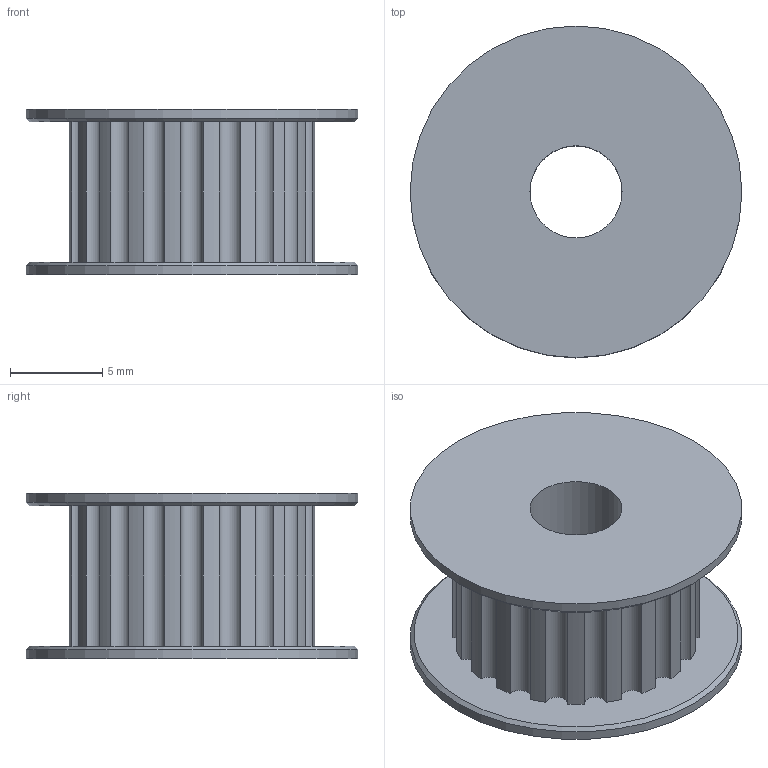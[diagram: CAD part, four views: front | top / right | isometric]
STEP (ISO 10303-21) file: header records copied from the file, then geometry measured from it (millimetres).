
FILE_DESCRIPTION(('FreeCAD Model'),'2;1');
FILE_NAME('GT2Pulley-V3.stp','2017-07-04T22:15:13',( 'Author'),(''),'Open CASCADE STEP processor 6.8','FreeCAD','Unknown' );
FILE_SCHEMA(('AUTOMOTIVE_DESIGN_CC2 { 1 2 10303 214 -1 1 5 4 }'));
Length unit declared in the file: millimetre
Products named in the file (2): ASSEMBLY; GT2Pulley
Assembly tree (1 placements, depth 2):
  ASSEMBLY
    GT2Pulley
Bounding box: 18 x 18 x 9 mm (x, y, z)
Volume: 1164.8 mm3; surface area: 1341.8 mm2
Topology: 1 solids, 1 shells, 49 faces, 133 edges, 88 vertices
Faces by surface type: cylinder 43, plane 4, cone 2
Full cylindrical faces by diameter (mm): 5 x1, 18 x2
Entity records: 3287 total; most frequent: CARTESIAN_POINT 622, DIRECTION 505, ORIENTED_EDGE 266, PCURVE 266, DEFINITIONAL_REPRESENTATION 266, CIRCLE 174, LINE 141, VECTOR 141
